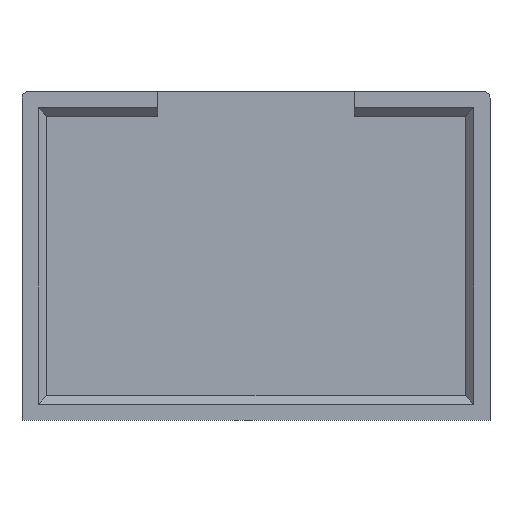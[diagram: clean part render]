
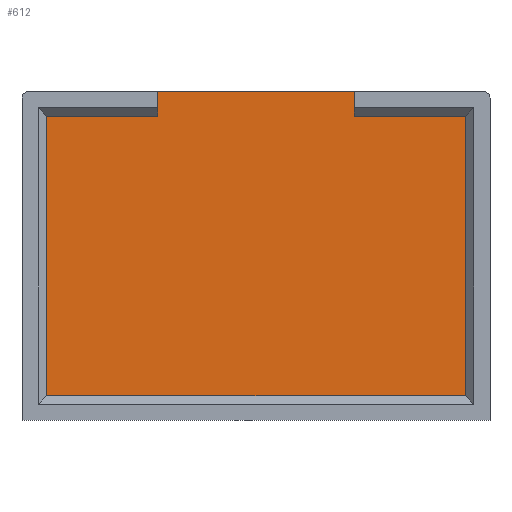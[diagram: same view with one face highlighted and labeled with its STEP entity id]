
A CAD part, top view. The second image highlights one B-rep face of the part: STEP entity #612.
In plain terms, the highlighted planar face has unit normal (0, 0, 1).
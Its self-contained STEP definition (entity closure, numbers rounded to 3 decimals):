
#48=PLANE('',#674);
#80=FACE_OUTER_BOUND('',#114,.T.);
#114=EDGE_LOOP('',(#547,#548,#549,#550,#551,#552,#553,#554));
#160=LINE('',#993,#224);
#162=LINE('',#998,#226);
#165=LINE('',#1003,#229);
#166=LINE('',#1006,#230);
#177=LINE('',#1048,#241);
#179=LINE('',#1052,#243);
#181=LINE('',#1055,#245);
#182=LINE('',#1057,#246);
#224=VECTOR('',#776,10.);
#226=VECTOR('',#780,10.);
#229=VECTOR('',#785,10.);
#230=VECTOR('',#788,10.);
#241=VECTOR('',#823,10.);
#243=VECTOR('',#827,10.);
#245=VECTOR('',#831,10.);
#246=VECTOR('',#834,10.);
#303=VERTEX_POINT('',#989);
#304=VERTEX_POINT('',#991);
#305=VERTEX_POINT('',#995);
#306=VERTEX_POINT('',#997);
#307=VERTEX_POINT('',#1001);
#308=VERTEX_POINT('',#1005);
#315=VERTEX_POINT('',#1047);
#316=VERTEX_POINT('',#1051);
#375=EDGE_CURVE('',#304,#303,#160,.T.);
#377=EDGE_CURVE('',#305,#306,#162,.T.);
#380=EDGE_CURVE('',#307,#305,#165,.T.);
#381=EDGE_CURVE('',#303,#308,#166,.T.);
#397=EDGE_CURVE('',#308,#315,#177,.T.);
#399=EDGE_CURVE('',#315,#316,#179,.T.);
#401=EDGE_CURVE('',#316,#307,#181,.T.);
#402=EDGE_CURVE('',#306,#304,#182,.T.);
#547=ORIENTED_EDGE('',*,*,#397,.F.);
#548=ORIENTED_EDGE('',*,*,#381,.F.);
#549=ORIENTED_EDGE('',*,*,#375,.F.);
#550=ORIENTED_EDGE('',*,*,#402,.F.);
#551=ORIENTED_EDGE('',*,*,#377,.F.);
#552=ORIENTED_EDGE('',*,*,#380,.F.);
#553=ORIENTED_EDGE('',*,*,#401,.F.);
#554=ORIENTED_EDGE('',*,*,#399,.F.);
#612=ADVANCED_FACE('',(#80),#48,.T.);
#674=AXIS2_PLACEMENT_3D('',#1056,#832,#833);
#776=DIRECTION('',(0.,-1.,0.));
#780=DIRECTION('',(0.,1.,0.));
#785=DIRECTION('',(1.,0.,0.));
#788=DIRECTION('',(1.,0.,0.));
#823=DIRECTION('',(0.,-1.,0.));
#827=DIRECTION('',(-1.,0.,0.));
#831=DIRECTION('',(0.,1.,0.));
#832=DIRECTION('center_axis',(0.,0.,1.));
#833=DIRECTION('ref_axis',(1.,0.,0.));
#834=DIRECTION('',(1.,0.,0.));
#989=CARTESIAN_POINT('',(30.,42.75,4.));
#991=CARTESIAN_POINT('',(30.,50.25,4.));
#993=CARTESIAN_POINT('',(30.,48.375,4.));
#995=CARTESIAN_POINT('',(-30.,42.75,4.));
#997=CARTESIAN_POINT('',(-30.,50.25,4.));
#998=CARTESIAN_POINT('',(-30.,44.625,4.));
#1001=CARTESIAN_POINT('',(-64.,42.75,4.));
#1003=CARTESIAN_POINT('',(-33.25,42.75,4.));
#1005=CARTESIAN_POINT('',(64.,42.75,4.));
#1006=CARTESIAN_POINT('',(-33.25,42.75,4.));
#1047=CARTESIAN_POINT('',(64.,-42.75,4.));
#1048=CARTESIAN_POINT('',(64.,22.625,4.));
#1051=CARTESIAN_POINT('',(-64.,-42.75,4.));
#1052=CARTESIAN_POINT('',(33.25,-42.75,4.));
#1055=CARTESIAN_POINT('',(-64.,-22.625,4.));
#1056=CARTESIAN_POINT('Origin',(0.,0.,
4.));
#1057=CARTESIAN_POINT('',(35.75,50.25,4.));
